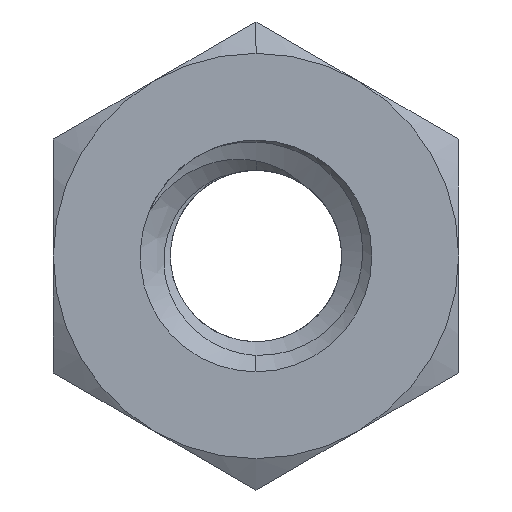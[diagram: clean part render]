
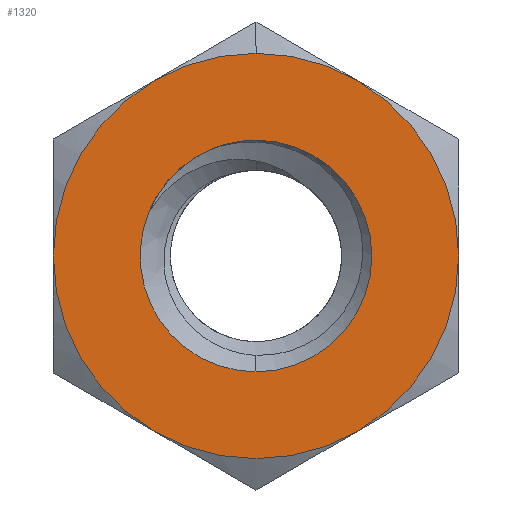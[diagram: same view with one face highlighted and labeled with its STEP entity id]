
A CAD part, front view. The second image highlights one B-rep face of the part: STEP entity #1320.
In plain terms, the highlighted planar face has unit normal (0, -1, 0).
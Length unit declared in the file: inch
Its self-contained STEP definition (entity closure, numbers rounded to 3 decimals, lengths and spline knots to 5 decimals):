
#7 = CARTESIAN_POINT ( 'NONE',  ( -0.10938, -0.11719, -0.18944 ) ) ;
#27 = CARTESIAN_POINT ( 'NONE',  ( 0., -0.11719, -0.125 ) ) ;
#28 = DIRECTION ( 'NONE',  ( 0., 0., 1. ) ) ;
#29 = DIRECTION ( 'NONE',  ( 0., -1., 0. ) ) ;
#30 = CARTESIAN_POINT ( 'NONE',  ( 0., -0.11719, 0. ) ) ;
#197 = DIRECTION ( 'NONE',  ( 0., 0., 1. ) ) ;
#198 = DIRECTION ( 'NONE',  ( 0., 1., 0. ) ) ;
#218 = CARTESIAN_POINT ( 'NONE',  ( 0., -0.11719, 0. ) ) ;
#254 = DIRECTION ( 'NONE',  ( 0., 0., 1. ) ) ;
#255 = DIRECTION ( 'NONE',  ( 0., -1., 0. ) ) ;
#319 = CARTESIAN_POINT ( 'NONE',  ( 0., -0.11719, 0. ) ) ;
#331 = DIRECTION ( 'NONE',  ( 0., 0., 1. ) ) ;
#332 = DIRECTION ( 'NONE',  ( 0., -1., 0. ) ) ;
#333 = DIRECTION ( 'NONE',  ( 0., 0., 1. ) ) ;
#334 = DIRECTION ( 'NONE',  ( 0., 1., 0. ) ) ;
#336 = CARTESIAN_POINT ( 'NONE',  ( 0., -0.11719, 0. ) ) ;
#370 = CARTESIAN_POINT ( 'NONE',  ( 0., -0.11719, 0. ) ) ;
#614 = DIRECTION ( 'NONE',  ( 0., 0., 1. ) ) ;
#615 = DIRECTION ( 'NONE',  ( 0., 1., 0. ) ) ;
#647 = CARTESIAN_POINT ( 'NONE',  ( 0., -0.11719, 0. ) ) ;
#736 = DIRECTION ( 'NONE',  ( 0., 0., 1. ) ) ;
#737 = DIRECTION ( 'NONE',  ( 0., -1., 0. ) ) ;
#746 = CARTESIAN_POINT ( 'NONE',  ( 0., -0.11719, 0. ) ) ;
#759 = DIRECTION ( 'NONE',  ( 0., 0., 1. ) ) ;
#760 = DIRECTION ( 'NONE',  ( 0., -1., 0. ) ) ;
#772 = CARTESIAN_POINT ( 'NONE',  ( 0., -0.11719, 0. ) ) ;
#800 = DIRECTION ( 'NONE',  ( 0., 0., 1. ) ) ;
#801 = DIRECTION ( 'NONE',  ( 0., 1., 0. ) ) ;
#802 = CARTESIAN_POINT ( 'NONE',  ( 0., -0.11719, 0. ) ) ;
#822 = DIRECTION ( 'NONE',  ( 0., 0., 1. ) ) ;
#823 = DIRECTION ( 'NONE',  ( 0., 1., 0. ) ) ;
#846 = CARTESIAN_POINT ( 'NONE',  ( 0., -0.11719, 0. ) ) ;
#848 = DIRECTION ( 'NONE',  ( 0., 0., 1. ) ) ;
#849 = DIRECTION ( 'NONE',  ( 0., -1., 0. ) ) ;
#851 = CARTESIAN_POINT ( 'NONE',  ( 0., -0.11719, 0. ) ) ;
#895 = DIRECTION ( 'NONE',  ( 0., 0., 1. ) ) ;
#897 = DIRECTION ( 'NONE',  ( 0., 1., 0. ) ) ;
#900 = PLANE ( 'NONE',  #1486 ) ;
#901 = CARTESIAN_POINT ( 'NONE',  ( -0.21875, -0.11719, -0.1263 ) ) ;
#1320 = ADVANCED_FACE ( 'NONE', ( #1916, #1898 ), #900, .F. ) ;
#1335 = EDGE_CURVE ( 'NONE', #2349, #2335, #1869, .T. ) ;
#1342 = EDGE_CURVE ( 'NONE', #2369, #2363, #1889, .T. ) ;
#1348 = EDGE_CURVE ( 'NONE', #2376, #2404, #1996, .T. ) ;
#1350 = AXIS2_PLACEMENT_3D ( 'NONE', #370, #332, #331 ) ;
#1360 = AXIS2_PLACEMENT_3D ( 'NONE', #647, #615, #614 ) ;
#1361 = AXIS2_PLACEMENT_3D ( 'NONE', #772, #760, #759 ) ;
#1363 = EDGE_CURVE ( 'NONE', #2411, #2416, #1927, .T. ) ;
#1366 = EDGE_CURVE ( 'NONE', #2416, #2349, #1975, .T. ) ;
#1369 = AXIS2_PLACEMENT_3D ( 'NONE', #218, #198, #197 ) ;
#1370 = AXIS2_PLACEMENT_3D ( 'NONE', #851, #849, #848 ) ;
#1377 = AXIS2_PLACEMENT_3D ( 'NONE', #802, #801, #800 ) ;
#1378 = AXIS2_PLACEMENT_3D ( 'NONE', #846, #823, #822 ) ;
#1403 = EDGE_CURVE ( 'NONE', #2403, #2409, #1910, .T. ) ;
#1452 = AXIS2_PLACEMENT_3D ( 'NONE', #30, #29, #28 ) ;
#1462 = EDGE_CURVE ( 'NONE', #2409, #2376, #2014, .T. ) ;
#1465 = EDGE_CURVE ( 'NONE', #2343, #2363, #1952, .T. ) ;
#1477 = EDGE_CURVE ( 'NONE', #2369, #2411, #1573, .T. ) ;
#1482 = AXIS2_PLACEMENT_3D ( 'NONE', #336, #334, #333 ) ;
#1486 = AXIS2_PLACEMENT_3D ( 'NONE', #901, #897, #895 ) ;
#1488 = AXIS2_PLACEMENT_3D ( 'NONE', #319, #255, #254 ) ;
#1496 = EDGE_CURVE ( 'NONE', #2404, #2403, #1913, .T. ) ;
#1506 = AXIS2_PLACEMENT_3D ( 'NONE', #746, #737, #736 ) ;
#1529 = EDGE_CURVE ( 'NONE', #2335, #2343, #1649, .T. ) ;
#1555 = ORIENTED_EDGE ( 'NONE', *, *, #1496, .T. ) ;
#1573 = CIRCLE ( 'NONE', #1488, 0.21875 ) ;
#1596 = ORIENTED_EDGE ( 'NONE', *, *, #1342, .F. ) ;
#1597 = ORIENTED_EDGE ( 'NONE', *, *, #1366, .T. ) ;
#1599 = ORIENTED_EDGE ( 'NONE', *, *, #1462, .T. ) ;
#1600 = ORIENTED_EDGE ( 'NONE', *, *, #1335, .T. ) ;
#1606 = ORIENTED_EDGE ( 'NONE', *, *, #1477, .T. ) ;
#1607 = ORIENTED_EDGE ( 'NONE', *, *, #1363, .T. ) ;
#1610 = ORIENTED_EDGE ( 'NONE', *, *, #1529, .T. ) ;
#1611 = ORIENTED_EDGE ( 'NONE', *, *, #1465, .T. ) ;
#1649 = CIRCLE ( 'NONE', #1452, 0.21875 ) ;
#1657 = EDGE_LOOP ( 'NONE', ( #1606, #1607, #1597, #1600, #1610, #1611, #1596 ) ) ;
#1701 = ORIENTED_EDGE ( 'NONE', *, *, #1348, .T. ) ;
#1869 = CIRCLE ( 'NONE', #1370, 0.21875 ) ;
#1889 = CIRCLE ( 'NONE', #1378, 0.21875 ) ;
#1898 = FACE_BOUND ( 'NONE', #1947, .T. ) ;
#1910 = CIRCLE ( 'NONE', #1360, 0.125 ) ;
#1913 = CIRCLE ( 'NONE', #1369, 0.125 ) ;
#1916 = FACE_OUTER_BOUND ( 'NONE', #1657, .T. ) ;
#1927 = CIRCLE ( 'NONE', #1361, 0.21875 ) ;
#1947 = EDGE_LOOP ( 'NONE', ( #1599, #1701, #1555, #1974 ) ) ;
#1952 = CIRCLE ( 'NONE', #1350, 0.21875 ) ;
#1974 = ORIENTED_EDGE ( 'NONE', *, *, #1403, .T. ) ;
#1975 = CIRCLE ( 'NONE', #1506, 0.21875 ) ;
#1996 = CIRCLE ( 'NONE', #1377, 0.125 ) ;
#2014 = CIRCLE ( 'NONE', #1482, 0.125 ) ;
#2019 = CARTESIAN_POINT ( 'NONE',  ( 0., -0.11719, 0.21875 ) ) ;
#2020 = CARTESIAN_POINT ( 'NONE',  ( -0.04784, -0.11719, 0.11548 ) ) ;
#2023 = CARTESIAN_POINT ( 'NONE',  ( 0., -0.11719, 0.125 ) ) ;
#2029 = CARTESIAN_POINT ( 'NONE',  ( 0.10938, -0.11719, 0.18944 ) ) ;
#2030 = CARTESIAN_POINT ( 'NONE',  ( 0.21875, -0.11719, 0. ) ) ;
#2033 = CARTESIAN_POINT ( 'NONE',  ( -0.11548, -0.11719, 0.04784 ) ) ;
#2042 = CARTESIAN_POINT ( 'NONE',  ( 0.10938, -0.11719, -0.18944 ) ) ;
#2050 = CARTESIAN_POINT ( 'NONE',  ( -0.21875, -0.11719, 0. ) ) ;
#2059 = CARTESIAN_POINT ( 'NONE',  ( -0.10938, -0.11719, 0.18944 ) ) ;
#2335 = VERTEX_POINT ( 'NONE', #7 ) ;
#2343 = VERTEX_POINT ( 'NONE', #2042 ) ;
#2349 = VERTEX_POINT ( 'NONE', #2050 ) ;
#2363 = VERTEX_POINT ( 'NONE', #2030 ) ;
#2369 = VERTEX_POINT ( 'NONE', #2029 ) ;
#2376 = VERTEX_POINT ( 'NONE', #2023 ) ;
#2403 = VERTEX_POINT ( 'NONE', #2033 ) ;
#2404 = VERTEX_POINT ( 'NONE', #27 ) ;
#2409 = VERTEX_POINT ( 'NONE', #2020 ) ;
#2411 = VERTEX_POINT ( 'NONE', #2019 ) ;
#2416 = VERTEX_POINT ( 'NONE', #2059 ) ;
